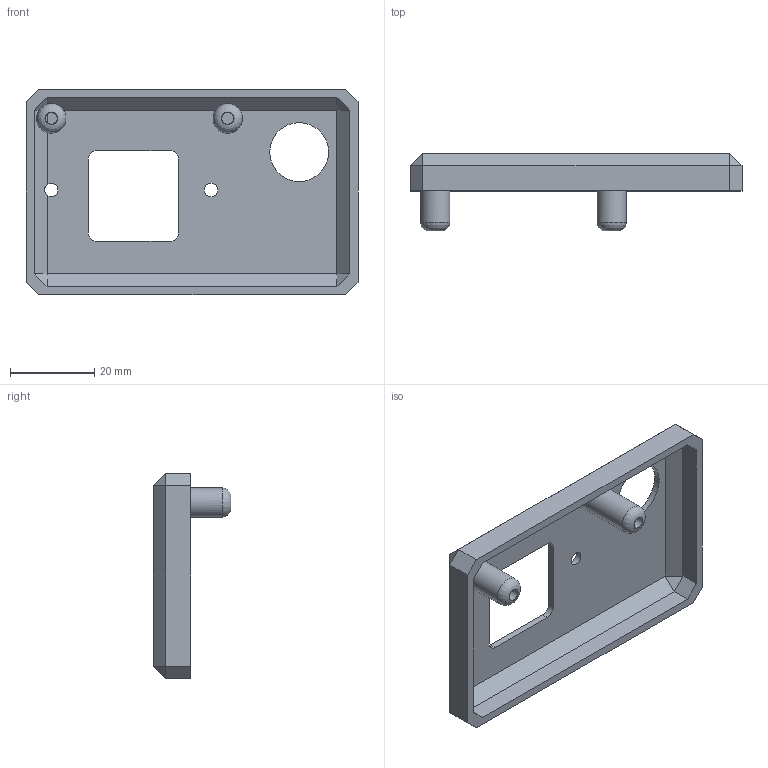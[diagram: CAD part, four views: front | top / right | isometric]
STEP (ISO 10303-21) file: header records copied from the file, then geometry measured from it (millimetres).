
FILE_DESCRIPTION(('FreeCAD Model'),'2;1');
FILE_NAME('Open CASCADE Shape Model','2024-12-25T20:52:55',(''),(''), 'Open CASCADE STEP processor 7.6','FreeCAD','Unknown');
FILE_SCHEMA(('AUTOMOTIVE_DESIGN { 1 0 10303 214 1 1 1 1 }'));
Length unit declared in the file: millimetre
Products named in the file (1): Full.bottom.case
Bounding box: 79 x 18.5 x 49 mm (x, y, z)
Volume: 9530 mm3; surface area: 10761.6 mm2
Topology: 1 solids, 1 shells, 57 faces, 134 edges, 81 vertices
Faces by surface type: plane 44, cylinder 11, revolution 2
Full cylindrical faces by diameter (mm): 2.8 x2, 3.2 x2, 7 x2, 14 x1
Entity records: 3815 total; most frequent: CARTESIAN_POINT 655, DIRECTION 522, LINE 308, VECTOR 308, ORIENTED_EDGE 268, PCURVE 268, DEFINITIONAL_REPRESENTATION 268, EDGE_CURVE 134
